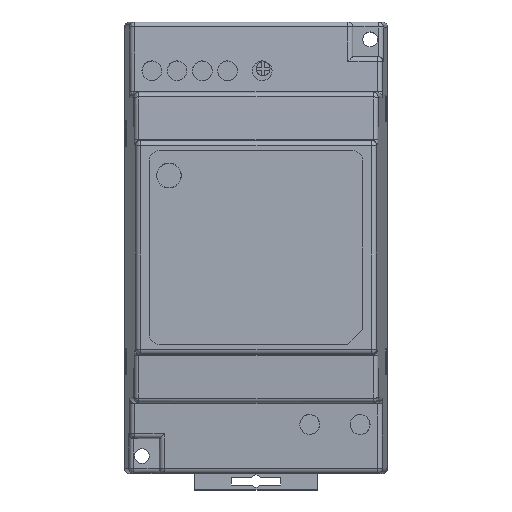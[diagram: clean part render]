
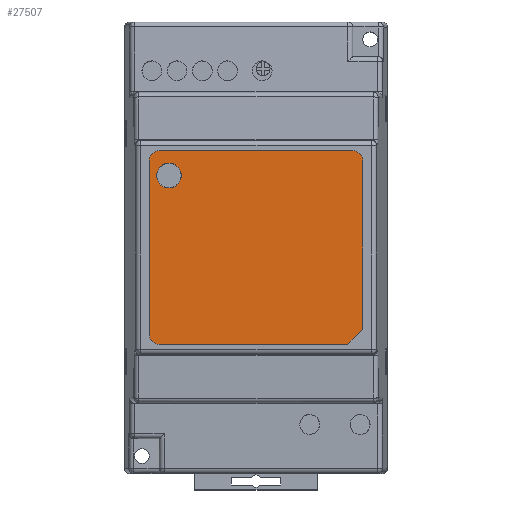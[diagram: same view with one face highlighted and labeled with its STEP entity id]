
A CAD part, top view. The second image highlights one B-rep face of the part: STEP entity #27507.
In plain terms, the highlighted planar face has unit normal (0, 0, 1).
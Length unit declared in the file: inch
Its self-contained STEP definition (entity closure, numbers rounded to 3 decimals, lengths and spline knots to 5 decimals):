
#192 = VERTEX_POINT ( 'NONE', #2142 ) ;
#373 = CIRCLE ( 'NONE', #30351, 0.09843 ) ;
#778 = DIRECTION ( 'NONE',  ( 1., 0., 0. ) ) ;
#1609 = DIRECTION ( 'NONE',  ( 0., 0., 1. ) ) ;
#1849 = VECTOR ( 'NONE', #32484, 39.37008 ) ;
#2142 = CARTESIAN_POINT ( 'NONE',  ( 2.61811, 1.14173, 1.66915 ) ) ;
#3004 = EDGE_CURVE ( 'NONE', #13567, #13225, #32943, .T. ) ;
#3124 = EDGE_CURVE ( 'NONE', #192, #29777, #3834, .T. ) ;
#3834 = LINE ( 'NONE', #9427, #21246 ) ;
#5113 = EDGE_LOOP ( 'NONE', ( #35507, #13195, #32791, #27363, #39871, #15466, #6714, #45708 ) ) ;
#5504 = PLANE ( 'NONE',  #47385 ) ;
#6714 = ORIENTED_EDGE ( 'NONE', *, *, #44582, .T. ) ;
#6887 = EDGE_LOOP ( 'NONE', ( #11942 ) ) ;
#7493 = CIRCLE ( 'NONE', #9839, 0.07874 ) ;
#7499 = CARTESIAN_POINT ( 'NONE',  ( 2.5, 1.02362, 1.66915 ) ) ;
#9427 = CARTESIAN_POINT ( 'NONE',  ( 2.61811, 1.14173, 1.66915 ) ) ;
#9839 = AXIS2_PLACEMENT_3D ( 'NONE', #32424, #10472, #47723 ) ;
#10192 = VERTEX_POINT ( 'NONE', #31426 ) ;
#10472 = DIRECTION ( 'NONE',  ( 0., 0., 1. ) ) ;
#11942 = ORIENTED_EDGE ( 'NONE', *, *, #36380, .T. ) ;
#12599 = CARTESIAN_POINT ( 'NONE',  ( 0.72835, 1.79134, 1.66915 ) ) ;
#13195 = ORIENTED_EDGE ( 'NONE', *, *, #32233, .T. ) ;
#13225 = VERTEX_POINT ( 'NONE', #25020 ) ;
#13567 = VERTEX_POINT ( 'NONE', #46165 ) ;
#15466 = ORIENTED_EDGE ( 'NONE', *, *, #29901, .T. ) ;
#16652 = DIRECTION ( 'NONE',  ( 1., 0., 0. ) ) ;
#17919 = DIRECTION ( 'NONE',  ( 0., 0., 1. ) ) ;
#18421 = EDGE_CURVE ( 'NONE', #30876, #38481, #33179, .T. ) ;
#18698 = EDGE_CURVE ( 'NONE', #38481, #13567, #7493, .T. ) ;
#19019 = CARTESIAN_POINT ( 'NONE',  ( 2.53937, 2.55906, 1.66915 ) ) ;
#19154 = CARTESIAN_POINT ( 'NONE',  ( 1.00394, 2.55906, 1.66915 ) ) ;
#19347 = VERTEX_POINT ( 'NONE', #21947 ) ;
#19423 = CIRCLE ( 'NONE', #29839, 0.07874 ) ;
#21246 = VECTOR ( 'NONE', #34473, 39.37008 ) ;
#21549 = CARTESIAN_POINT ( 'NONE',  ( 1.08071, 2.36221, 1.66915 ) ) ;
#21947 = CARTESIAN_POINT ( 'NONE',  ( 2.5, 1.02362, 1.66915 ) ) ;
#22144 = DIRECTION ( 'NONE',  ( 0.707, 0.707, 0. ) ) ;
#23034 = VECTOR ( 'NONE', #41176, 39.37008 ) ;
#23199 = VECTOR ( 'NONE', #22144, 39.37008 ) ;
#25020 = CARTESIAN_POINT ( 'NONE',  ( 0.9252, 1.10236, 1.66915 ) ) ;
#25397 = DIRECTION ( 'NONE',  ( 1., 0., 0. ) ) ;
#25682 = EDGE_CURVE ( 'NONE', #19347, #192, #40675, .T. ) ;
#26742 = FACE_OUTER_BOUND ( 'NONE', #5113, .T. ) ;
#27363 = ORIENTED_EDGE ( 'NONE', *, *, #18698, .T. ) ;
#27507 = ADVANCED_FACE ( 'NONE', ( #27913, #26742 ), #5504, .T. ) ;
#27913 = FACE_BOUND ( 'NONE', #6887, .T. ) ;
#28545 = VECTOR ( 'NONE', #38810, 39.37008 ) ;
#29144 = CARTESIAN_POINT ( 'NONE',  ( 0.9252, 2.48032, 1.66915 ) ) ;
#29777 = VERTEX_POINT ( 'NONE', #47457 ) ;
#29839 = AXIS2_PLACEMENT_3D ( 'NONE', #40239, #17919, #25397 ) ;
#29901 = EDGE_CURVE ( 'NONE', #13225, #34527, #45698, .T. ) ;
#30021 = CARTESIAN_POINT ( 'NONE',  ( 1.00394, 1.10236, 1.66915 ) ) ;
#30351 = AXIS2_PLACEMENT_3D ( 'NONE', #21549, #41533, #778 ) ;
#30876 = VERTEX_POINT ( 'NONE', #19019 ) ;
#31426 = CARTESIAN_POINT ( 'NONE',  ( 1.17914, 2.36221, 1.66915 ) ) ;
#32233 = EDGE_CURVE ( 'NONE', #29777, #30876, #19423, .T. ) ;
#32424 = CARTESIAN_POINT ( 'NONE',  ( 1.00394, 2.48032, 1.66915 ) ) ;
#32484 = DIRECTION ( 'NONE',  ( 1., 0., 0. ) ) ;
#32791 = ORIENTED_EDGE ( 'NONE', *, *, #18421, .T. ) ;
#32943 = LINE ( 'NONE', #29144, #23034 ) ;
#33179 = LINE ( 'NONE', #45821, #28545 ) ;
#33807 = LINE ( 'NONE', #43573, #1849 ) ;
#34473 = DIRECTION ( 'NONE',  ( 0., 1., 0. ) ) ;
#34527 = VERTEX_POINT ( 'NONE', #44815 ) ;
#35507 = ORIENTED_EDGE ( 'NONE', *, *, #3124, .T. ) ;
#36380 = EDGE_CURVE ( 'NONE', #10192, #10192, #373, .T. ) ;
#37191 = DIRECTION ( 'NONE',  ( 1., 0., 0. ) ) ;
#38481 = VERTEX_POINT ( 'NONE', #19154 ) ;
#38810 = DIRECTION ( 'NONE',  ( -1., 0., 0. ) ) ;
#39871 = ORIENTED_EDGE ( 'NONE', *, *, #3004, .T. ) ;
#40239 = CARTESIAN_POINT ( 'NONE',  ( 2.53937, 2.48032, 1.66915 ) ) ;
#40675 = LINE ( 'NONE', #7499, #23199 ) ;
#40940 = DIRECTION ( 'NONE',  ( 0., 0., 1. ) ) ;
#41176 = DIRECTION ( 'NONE',  ( 0., -1., 0. ) ) ;
#41533 = DIRECTION ( 'NONE',  ( 0., 0., -1. ) ) ;
#43573 = CARTESIAN_POINT ( 'NONE',  ( 1.00394, 1.02362, 1.66915 ) ) ;
#44582 = EDGE_CURVE ( 'NONE', #34527, #19347, #33807, .T. ) ;
#44815 = CARTESIAN_POINT ( 'NONE',  ( 1.00394, 1.02362, 1.66915 ) ) ;
#45698 = CIRCLE ( 'NONE', #47165, 0.07874 ) ;
#45708 = ORIENTED_EDGE ( 'NONE', *, *, #25682, .T. ) ;
#45821 = CARTESIAN_POINT ( 'NONE',  ( 2.53937, 2.55906, 1.66915 ) ) ;
#46165 = CARTESIAN_POINT ( 'NONE',  ( 0.9252, 2.48032, 1.66915 ) ) ;
#47165 = AXIS2_PLACEMENT_3D ( 'NONE', #30021, #40940, #37191 ) ;
#47385 = AXIS2_PLACEMENT_3D ( 'NONE', #12599, #1609, #16652 ) ;
#47457 = CARTESIAN_POINT ( 'NONE',  ( 2.61811, 2.48032, 1.66915 ) ) ;
#47723 = DIRECTION ( 'NONE',  ( 1., 0., 0. ) ) ;
